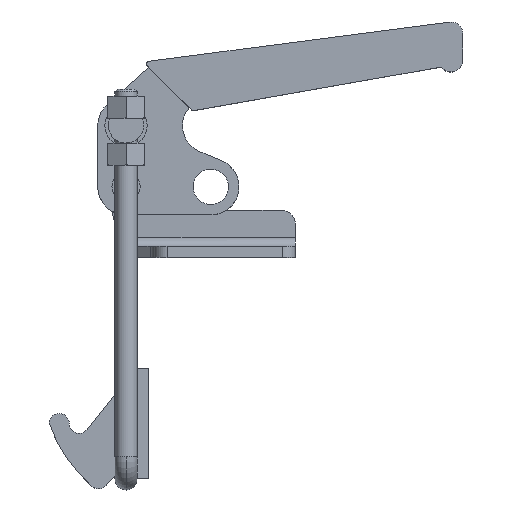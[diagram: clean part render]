
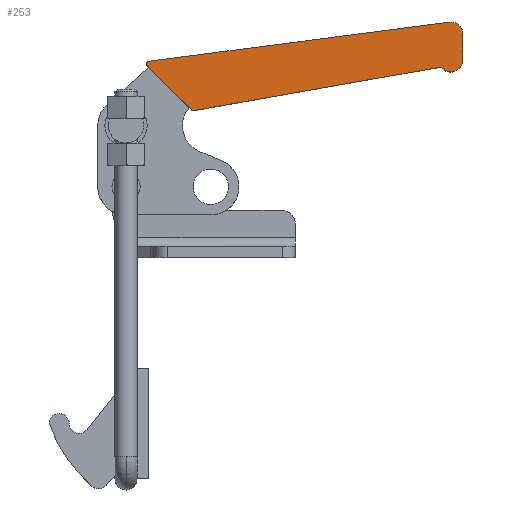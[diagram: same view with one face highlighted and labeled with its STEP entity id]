
A CAD part, top view. The second image highlights one B-rep face of the part: STEP entity #253.
In plain terms, the highlighted planar face has unit normal (0, 0, 1).
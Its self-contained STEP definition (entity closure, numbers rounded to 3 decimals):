
#253 = ADVANCED_FACE( '', ( #710 ), #711, .T. );
#710 = FACE_OUTER_BOUND( '', #1272, .T. );
#711 = PLANE( '', #1273 );
#1272 = EDGE_LOOP( '', ( #2916, #2917, #2918, #2919, #2920, #2921, #2922, #2923 ) );
#1273 = AXIS2_PLACEMENT_3D( '', #2924, #2925, #2926 );
#2916 = ORIENTED_EDGE( '', *, *, #4128, .T. );
#2917 = ORIENTED_EDGE( '', *, *, #4099, .T. );
#2918 = ORIENTED_EDGE( '', *, *, #4111, .T. );
#2919 = ORIENTED_EDGE( '', *, *, #4114, .T. );
#2920 = ORIENTED_EDGE( '', *, *, #4117, .T. );
#2921 = ORIENTED_EDGE( '', *, *, #4120, .T. );
#2922 = ORIENTED_EDGE( '', *, *, #4123, .T. );
#2923 = ORIENTED_EDGE( '', *, *, #4126, .T. );
#2924 = CARTESIAN_POINT( '', ( 0., 0., 9.4 ) );
#2925 = DIRECTION( '', ( 0., 0., 1. ) );
#2926 = DIRECTION( '', ( 1., 0., 0. ) );
#4099 = EDGE_CURVE( '', #5112, #5110, #5113, .T. );
#4111 = EDGE_CURVE( '', #5110, #5133, #5135, .T. );
#4114 = EDGE_CURVE( '', #5133, #5138, #5140, .T. );
#4117 = EDGE_CURVE( '', #5138, #5143, #5145, .T. );
#4120 = EDGE_CURVE( '', #5143, #5148, #5150, .T. );
#4123 = EDGE_CURVE( '', #5148, #5153, #5155, .T. );
#4126 = EDGE_CURVE( '', #5153, #5158, #5160, .T. );
#4128 = EDGE_CURVE( '', #5158, #5112, #5162, .T. );
#5110 = VERTEX_POINT( '', #7769 );
#5112 = VERTEX_POINT( '', #7772 );
#5113 = LINE( '', #7773, #7774 );
#5133 = VERTEX_POINT( '', #7803 );
#5135 = CIRCLE( '', #7806, 1. );
#5138 = VERTEX_POINT( '', #7810 );
#5140 = LINE( '', #7813, #7814 );
#5143 = VERTEX_POINT( '', #7817 );
#5145 = CIRCLE( '', #7820, 4.439 );
#5148 = VERTEX_POINT( '', #7824 );
#5150 = LINE( '', #7827, #7828 );
#5153 = VERTEX_POINT( '', #7831 );
#5155 = CIRCLE( '', #7834, 4.25 );
#5158 = VERTEX_POINT( '', #7838 );
#5160 = LINE( '', #7841, #7842 );
#5162 = CIRCLE( '', #7844, 1. );
#7769 = CARTESIAN_POINT( '', ( 23.544, 53.242, 9.4 ) );
#7772 = CARTESIAN_POINT( '', ( 7.673, 69.113, 9.4 ) );
#7773 = CARTESIAN_POINT( '', ( 7.673, 69.113, 9.4 ) );
#7774 = VECTOR( '', #9016, 1. );
#7803 = CARTESIAN_POINT( '', ( 24.424, 52.964, 9.4 ) );
#7806 = AXIS2_PLACEMENT_3D( '', #9030, #9031, #9032 );
#7810 = CARTESIAN_POINT( '', ( 113.795, 68.723, 9.4 ) );
#7813 = CARTESIAN_POINT( '', ( 24.424, 52.964, 9.4 ) );
#7814 = VECTOR( '', #9035, 1. );
#7817 = CARTESIAN_POINT( '', ( 121.6, 70.099, 9.4 ) );
#7820 = AXIS2_PLACEMENT_3D( '', #9040, #9041, #9042 );
#7824 = CARTESIAN_POINT( '', ( 121.6, 80.75, 9.4 ) );
#7827 = CARTESIAN_POINT( '', ( 121.6, 70.099, 9.4 ) );
#7828 = VECTOR( '', #9045, 1. );
#7831 = CARTESIAN_POINT( '', ( 116.801, 84.964, 9.4 ) );
#7834 = AXIS2_PLACEMENT_3D( '', #9050, #9051, #9052 );
#7838 = CARTESIAN_POINT( '', ( 8.251, 70.812, 9.4 ) );
#7841 = CARTESIAN_POINT( '', ( 116.801, 84.964, 9.4 ) );
#7842 = VECTOR( '', #9055, 1. );
#7844 = AXIS2_PLACEMENT_3D( '', #9059, #9060, #9061 );
#9016 = DIRECTION( '', ( 0.707, -0.707, 0. ) );
#9030 = CARTESIAN_POINT( '', ( 24.251, 53.949, 9.4 ) );
#9031 = DIRECTION( '', ( 0., 0., 1. ) );
#9032 = DIRECTION( '', ( -0.707, -0.707, 0. ) );
#9035 = DIRECTION( '', ( 0.985, 0.174, 0. ) );
#9040 = CARTESIAN_POINT( '', ( 117.35, 71.381, 9.4 ) );
#9041 = DIRECTION( '', ( 0., 0., 1. ) );
#9042 = DIRECTION( '', ( -0.801, -0.599, 0. ) );
#9045 = DIRECTION( '', ( 0., 1., 0. ) );
#9050 = CARTESIAN_POINT( '', ( 117.35, 80.75, 9.4 ) );
#9051 = DIRECTION( '', ( 0., 0., 1. ) );
#9052 = DIRECTION( '', ( 1., 0., 0. ) );
#9055 = DIRECTION( '', ( -0.992, -0.129, 0. ) );
#9059 = CARTESIAN_POINT( '', ( 8.38, 69.82, 9.4 ) );
#9060 = DIRECTION( '', ( 0., 0., 1. ) );
#9061 = DIRECTION( '', ( -0.129, 0.992, 0. ) );
